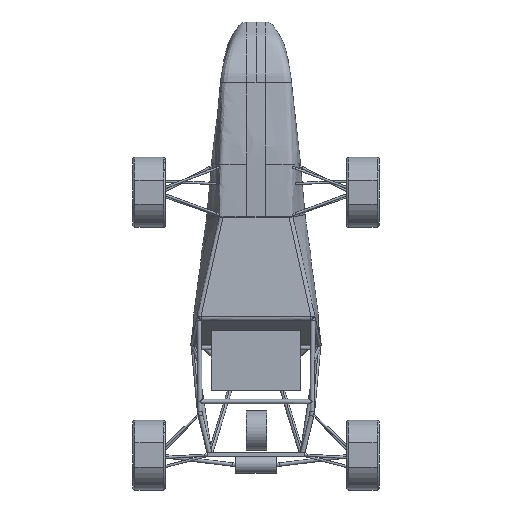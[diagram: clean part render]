
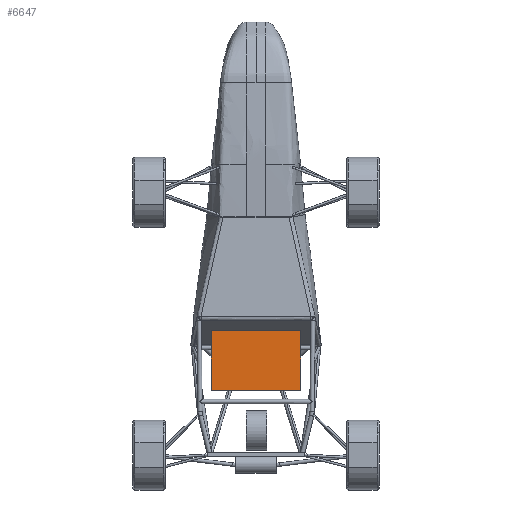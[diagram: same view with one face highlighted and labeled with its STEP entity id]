
A CAD part, front view. The second image highlights one B-rep face of the part: STEP entity #6647.
In plain terms, the highlighted planar face has unit normal (0, -1, 0).
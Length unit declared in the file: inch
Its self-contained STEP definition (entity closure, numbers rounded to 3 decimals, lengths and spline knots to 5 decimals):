
#108 = LINE ( 'NONE', #13791, #787 ) ;
#649 = CARTESIAN_POINT ( 'NONE',  ( -10.25, 3.28, -1.57272 ) ) ;
#787 = VECTOR ( 'NONE', #20595, 39.37008 ) ;
#3010 = EDGE_CURVE ( 'NONE', #28508, #4286, #108, .T. ) ;
#3595 = VERTEX_POINT ( 'NONE', #18780 ) ;
#4286 = VERTEX_POINT ( 'NONE', #14625 ) ;
#6647 = ADVANCED_FACE ( 'NONE', ( #7357 ), #12193, .T. ) ;
#7357 = FACE_OUTER_BOUND ( 'NONE', #26965, .T. ) ;
#7523 = CARTESIAN_POINT ( 'NONE',  ( -10.25, 3.28, -10.73938 ) ) ;
#8162 = CARTESIAN_POINT ( 'NONE',  ( 10.25, 3.28, -15.32272 ) ) ;
#9798 = CARTESIAN_POINT ( 'NONE',  ( -10.25, 3.28, -15.32272 ) ) ;
#10429 = CARTESIAN_POINT ( 'NONE',  ( 10.25, 3.28, -10.73938 ) ) ;
#11157 = ORIENTED_EDGE ( 'NONE', *, *, #3010, .T. ) ;
#11257 = AXIS2_PLACEMENT_3D ( 'NONE', #19133, #16394, #13591 ) ;
#12193 = PLANE ( 'NONE',  #11257 ) ;
#13591 = DIRECTION ( 'NONE',  ( 0., 0., -1. ) ) ;
#13698 = CARTESIAN_POINT ( 'NONE',  ( -10.25, 3.28, -15.32272 ) ) ;
#13791 = CARTESIAN_POINT ( 'NONE',  ( -10.25, 3.28, -15.32272 ) ) ;
#14169 = ORIENTED_EDGE ( 'NONE', *, *, #21786, .T. ) ;
#14625 = CARTESIAN_POINT ( 'NONE',  ( 10.25, 3.28, -15.32272 ) ) ;
#16394 = DIRECTION ( 'NONE',  ( 0., -1., 0. ) ) ;
#16466 = LINE ( 'NONE', #27825, #17879 ) ;
#16916 = DIRECTION ( 'NONE',  ( 1., 0., 0. ) ) ;
#17879 = VECTOR ( 'NONE', #16916, 39.37008 ) ;
#18780 = CARTESIAN_POINT ( 'NONE',  ( -10.25, 3.28, -1.57272 ) ) ;
#18792 = EDGE_CURVE ( 'NONE', #3595, #29521, #16466, .T. ) ;
#19133 = CARTESIAN_POINT ( 'NONE',  ( -10.25, 3.28, -1.57272 ) ) ;
#19295 = CARTESIAN_POINT ( 'NONE',  ( -10.25, 3.28, -6.15605 ) ) ;
#19650 = CARTESIAN_POINT ( 'NONE',  ( 10.25, 3.28, -1.57272 ) ) ;
#20595 = DIRECTION ( 'NONE',  ( 1., 0., 0. ) ) ;
#21786 = EDGE_CURVE ( 'NONE', #3595, #28508, #28581, .T. ) ;
#21942 = ORIENTED_EDGE ( 'NONE', *, *, #24153, .F. ) ;
#22443 = ORIENTED_EDGE ( 'NONE', *, *, #18792, .F. ) ;
#24036 = CARTESIAN_POINT ( 'NONE',  ( 10.25, 3.28, -6.15605 ) ) ;
#24153 = EDGE_CURVE ( 'NONE', #29521, #4286, #27782, .T. ) ;
#24311 = CARTESIAN_POINT ( 'NONE',  ( 10.25, 3.28, -1.57272 ) ) ;
#26965 = EDGE_LOOP ( 'NONE', ( #21942, #22443, #14169, #11157 ) ) ;
#27782 = B_SPLINE_CURVE_WITH_KNOTS ( 'NONE', 3,
 ( #19650, #24036, #10429, #8162 ),
 .UNSPECIFIED., .F., .F.,
 ( 4, 4 ),
 ( 0., 1. ),
 .UNSPECIFIED. ) ;
#27825 = CARTESIAN_POINT ( 'NONE',  ( -10.25, 3.28, -1.57272 ) ) ;
#28508 = VERTEX_POINT ( 'NONE', #13698 ) ;
#28581 = B_SPLINE_CURVE_WITH_KNOTS ( 'NONE', 3,
 ( #649, #19295, #7523, #9798 ),
 .UNSPECIFIED., .F., .F.,
 ( 4, 4 ),
 ( 0., 1. ),
 .UNSPECIFIED. ) ;
#29521 = VERTEX_POINT ( 'NONE', #24311 ) ;
